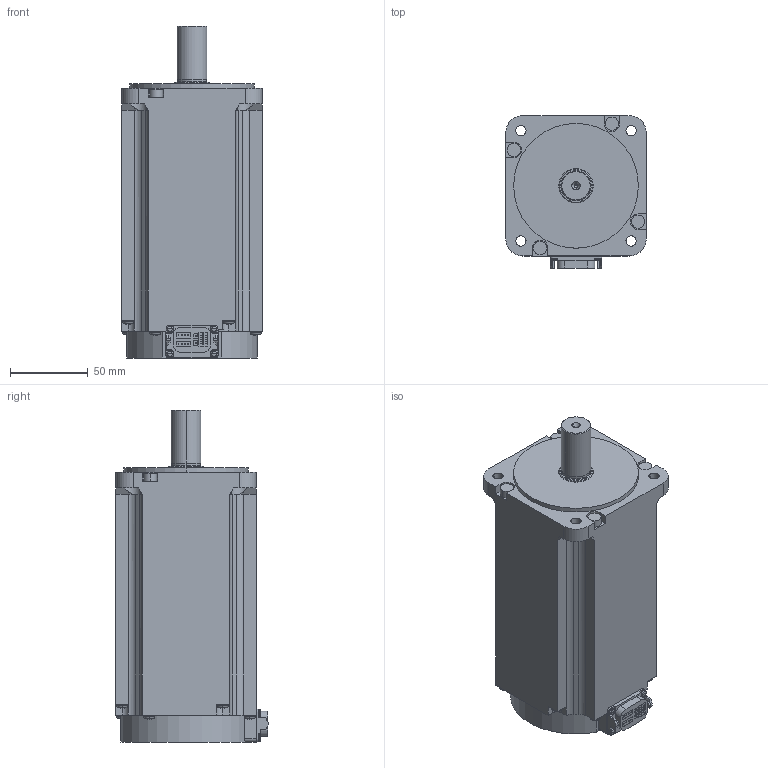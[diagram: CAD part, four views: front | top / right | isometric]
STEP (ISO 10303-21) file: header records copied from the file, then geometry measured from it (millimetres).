
FILE_DESCRIPTION((''),'2;1');
FILE_NAME('BC66731_-_HK-RT203W_-_ASM','2020-09-02T',('MS73967'),(''),'CREO PARAMETRIC BY PTC INC, 2017480','CREO PARAMETRIC BY PTC INC, 2017480','');
FILE_SCHEMA(('CONFIG_CONTROL_DESIGN'));
Length unit declared in the file: millimetre
Products named in the file (1): BC66731_-_HK-RT203W_-_ASM
Bounding box: 90 x 97.65 x 212.9 mm (x, y, z)
Volume: 1229249.6 mm3; surface area: 79621.2 mm2
Topology: 1 solids, 1 shells, 413 faces, 1064 edges, 671 vertices
Faces by surface type: plane 224, cylinder 121, torus 26, sphere 24, cone 18
Entity records: 12497 total; most frequent: CARTESIAN_POINT 2250, DIRECTION 2187, ORIENTED_EDGE 2076, EDGE_CURVE 1038, AXIS2_PLACEMENT_3D 752, VECTOR 683, LINE 683, VERTEX_POINT 671
